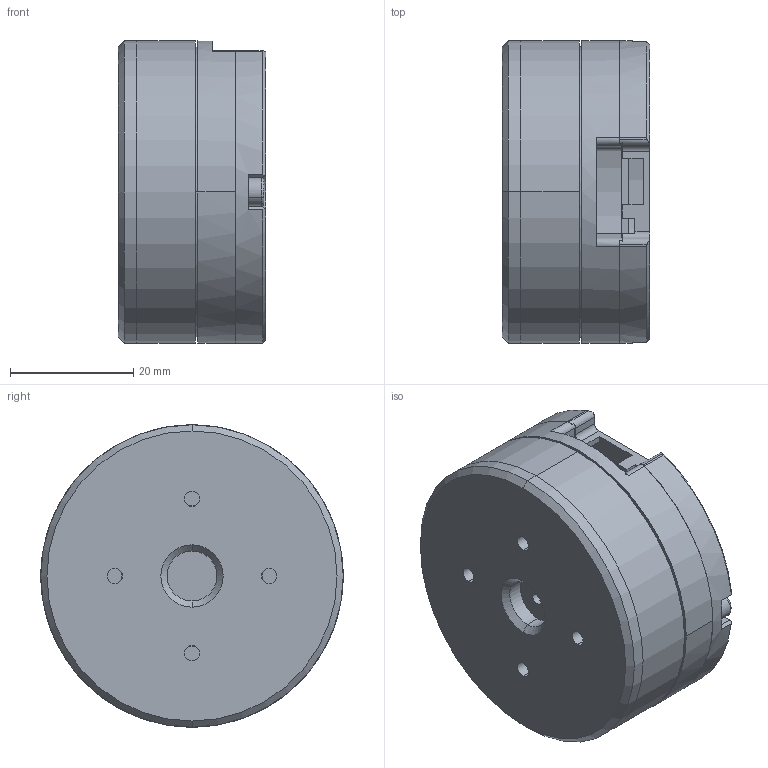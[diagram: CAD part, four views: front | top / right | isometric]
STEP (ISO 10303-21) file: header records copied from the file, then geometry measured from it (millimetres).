
FILE_DESCRIPTION (( 'STEP AP214' ), '1' );
FILE_NAME ('RMD-L-5005.STEP', '2019-11-06T10:13:22', ( '' ), ( '' ), 'SwSTEP 2.0', 'SolidWorks 2012', '' );
FILE_SCHEMA (( 'AUTOMOTIVE_DESIGN' ));
Length unit declared in the file: millimetre
Products named in the file (1): RMD-L-5005
Bounding box: 23.9 x 49 x 49 mm (x, y, z)
Volume: 15042.2 mm3; surface area: 20950.2 mm2
Topology: 7 solids, 7 shells, 296 faces, 792 edges, 514 vertices
Faces by surface type: cylinder 166, plane 98, cone 28, torus 4
Entity records: 14190 total; most frequent: CARTESIAN_POINT 3265, DIRECTION 1612, ORIENTED_EDGE 1560, EDGE_CURVE 780, AXIS2_PLACEMENT_3D 625, VERTEX_POINT 514, EDGE_LOOP 364, LINE 362
